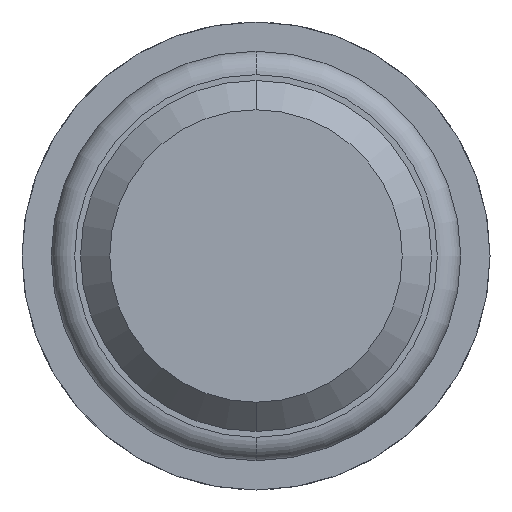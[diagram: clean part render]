
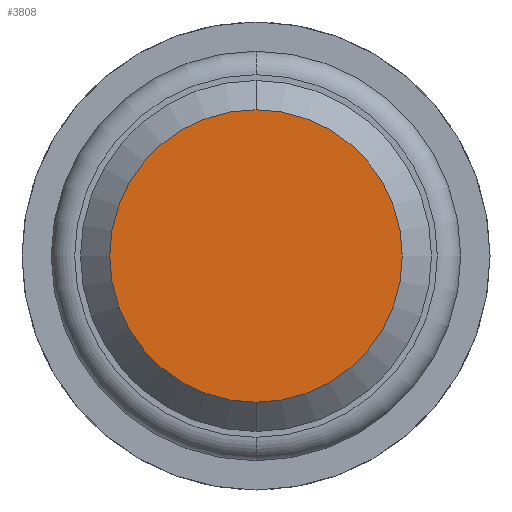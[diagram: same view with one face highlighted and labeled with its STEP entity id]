
A CAD part, front view. The second image highlights one B-rep face of the part: STEP entity #3808.
In plain terms, the highlighted planar face has unit normal (0, -1, 0).
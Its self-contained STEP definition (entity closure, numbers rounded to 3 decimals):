
#270 = CARTESIAN_POINT ( 'NONE',  ( 0., -34.6, -1.25 ) ) ;
#278 = CARTESIAN_POINT ( 'NONE',  ( 0., -34.6, 0. ) ) ;
#369 = AXIS2_PLACEMENT_3D ( 'NONE', #278, #2643, #706 ) ;
#706 = DIRECTION ( 'NONE',  ( 0., 0., 1. ) ) ;
#797 = VERTEX_POINT ( 'NONE', #1929 ) ;
#1813 = AXIS2_PLACEMENT_3D ( 'NONE', #4110, #2178, #2646 ) ;
#1929 = CARTESIAN_POINT ( 'NONE',  ( 0., -34.6, 1.25 ) ) ;
#2178 = DIRECTION ( 'NONE',  ( 0., -1., 0. ) ) ;
#2358 = DIRECTION ( 'NONE',  ( 0., 0., 1. ) ) ;
#2643 = DIRECTION ( 'NONE',  ( 0., 1., 0. ) ) ;
#2646 = DIRECTION ( 'NONE',  ( 0., 0., 1. ) ) ;
#3318 = CARTESIAN_POINT ( 'NONE',  ( 0., -34.6, 0. ) ) ;
#3422 = EDGE_CURVE ( 'Defeature ausgef�hrt3_4+Defeature ausgef�hrt3_3+Defeature ausgef�hrt3_3+Defeature ausgef�hrt3_3', #797, #4642, #6063, .T. ) ;
#3779 = ORIENTED_EDGE ( 'NONE', *, *, #3422, .T. ) ;
#3780 = DIRECTION ( 'NONE',  ( 0., -1., 0. ) ) ;
#3808 = ADVANCED_FACE ( 'Defeature ausgef�hrt3_4', ( #5363 ), #4042, .F. ) ;
#4042 = PLANE ( 'NONE',  #369 ) ;
#4043 = ORIENTED_EDGE ( 'NONE', *, *, #5898, .T. ) ;
#4110 = CARTESIAN_POINT ( 'NONE',  ( 0., -34.6, 0. ) ) ;
#4336 = AXIS2_PLACEMENT_3D ( 'NONE', #3318, #3780, #2358 ) ;
#4642 = VERTEX_POINT ( 'NONE', #270 ) ;
#5363 = FACE_OUTER_BOUND ( 'NONE', #5658, .T. ) ;
#5658 = EDGE_LOOP ( 'NONE', ( #3779, #4043 ) ) ;
#5898 = EDGE_CURVE ( 'Defeature ausgef�hrt3_4+Defeature ausgef�hrt3_3+Defeature ausgef�hrt3_3+Defeature ausgef�hrt3_3', #4642, #797, #6222, .T. ) ;
#6063 = CIRCLE ( 'NONE', #4336, 1.25 ) ;
#6222 = CIRCLE ( 'NONE', #1813, 1.25 ) ;
